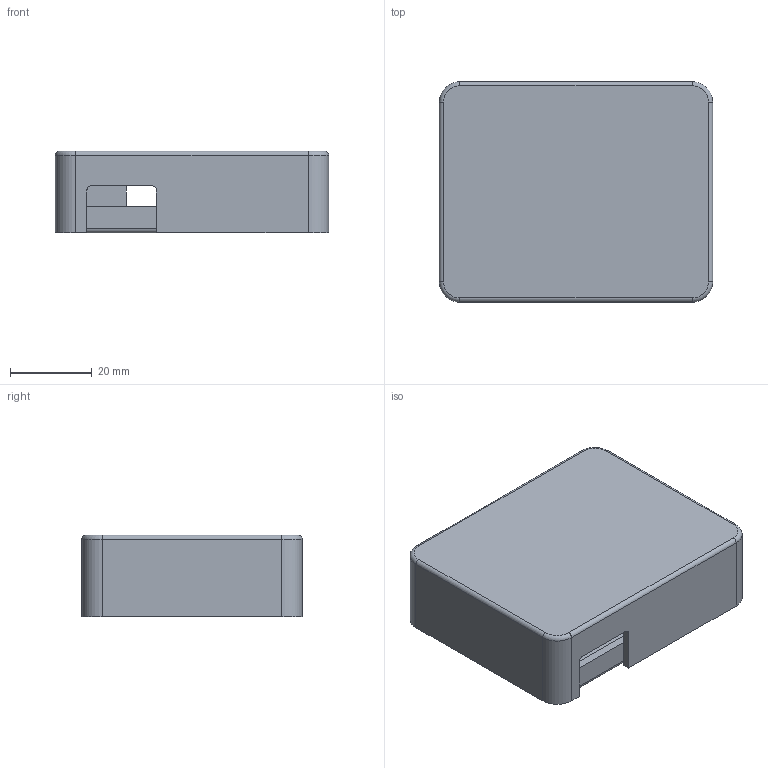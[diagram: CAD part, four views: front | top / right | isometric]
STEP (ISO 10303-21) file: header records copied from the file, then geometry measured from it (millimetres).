
FILE_DESCRIPTION(/* description */ (''),/* implementation_level */ '2;1');
FILE_NAME(/* name */ 'ESPHome-PresenceSensor step.step',/* time_stamp */ '2023-10-28T20:24:52-07:00',/* author */ (''),/* organization */ (''),/* preprocessor_version */ 'ST-DEVELOPER v20',/* originating_system */ 'Autodesk Translation Framework v12.14.0.127',/* authorisation */ '');
FILE_SCHEMA (('AUTOMOTIVE_DESIGN { 1 0 10303 214 3 1 1 }'));
Length unit declared in the file: millimetre
Products named in the file (3): ESPHome-PresenceSensor; base; lid
Assembly tree (2 placements, depth 2):
  ESPHome-PresenceSensor
    base
    lid
Bounding box: 67 x 54 x 20 mm (x, y, z)
Volume: 21347.7 mm3; surface area: 24538.2 mm2
Topology: 2 solids, 2 shells, 126 faces, 323 edges, 210 vertices
Faces by surface type: plane 60, cylinder 46, torus 12, bspline 8
Full cylindrical faces by diameter (mm): 1.9 x4, 4 x4
Entity records: 4077 total; most frequent: CARTESIAN_POINT 828, DIRECTION 709, ORIENTED_EDGE 646, EDGE_CURVE 323, AXIS2_PLACEMENT_3D 269, VERTEX_POINT 210, LINE 171, VECTOR 171
